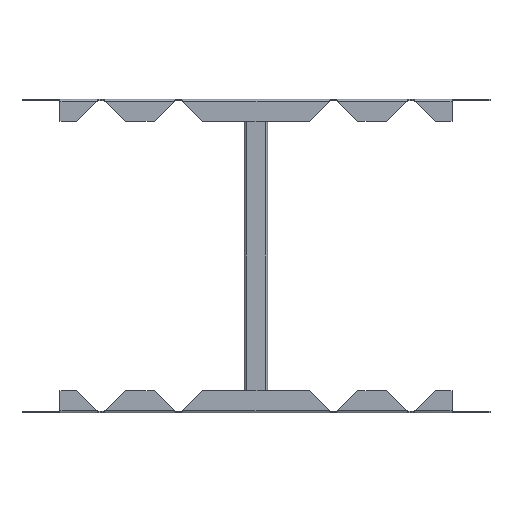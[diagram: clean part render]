
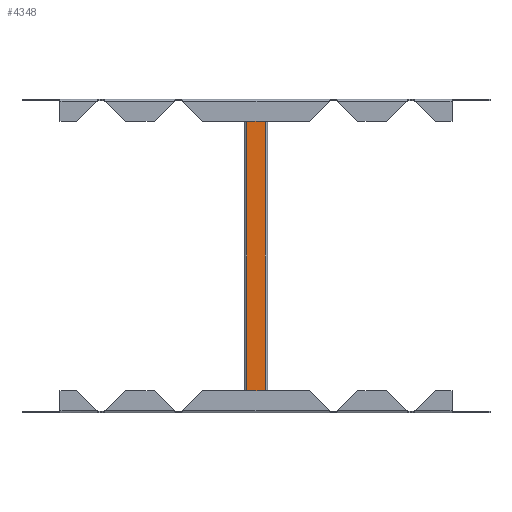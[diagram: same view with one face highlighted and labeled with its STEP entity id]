
A CAD part, front view. The second image highlights one B-rep face of the part: STEP entity #4348.
In plain terms, the highlighted planar face has unit normal (0, -1, 0).
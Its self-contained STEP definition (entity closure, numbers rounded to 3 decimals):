
#192 = DIRECTION ( 'NONE',  ( -1., 0., 0. ) ) ;
#778 = LINE ( 'NONE', #3528, #6852 ) ;
#1247 = VERTEX_POINT ( 'NONE', #5729 ) ;
#1354 = EDGE_CURVE ( 'NONE', #6132, #7817, #5992, .T. ) ;
#1723 = AXIS2_PLACEMENT_3D ( 'NONE', #2399, #6818, #3002 ) ;
#1905 = DIRECTION ( 'NONE',  ( 1., 0., 0. ) ) ;
#1985 = CARTESIAN_POINT ( 'NONE',  ( 12., 0., 196.5 ) ) ;
#2399 = CARTESIAN_POINT ( 'NONE',  ( -12., 0., -196.5 ) ) ;
#3002 = DIRECTION ( 'NONE',  ( -1., 0., 0. ) ) ;
#3430 = EDGE_CURVE ( 'NONE', #7817, #1247, #7582, .T. ) ;
#3528 = CARTESIAN_POINT ( 'NONE',  ( -12., 0., -196.5 ) ) ;
#3581 = PLANE ( 'NONE',  #1723 ) ;
#4276 = CARTESIAN_POINT ( 'NONE',  ( -12., 0., 196.5 ) ) ;
#4348 = ADVANCED_FACE ( 'NONE', ( #8097 ), #3581, .F. ) ;
#4871 = DIRECTION ( 'NONE',  ( 0., 0., -1. ) ) ;
#4924 = CARTESIAN_POINT ( 'NONE',  ( 12., 0., -196.5 ) ) ;
#4960 = EDGE_CURVE ( 'NONE', #1247, #5649, #778, .T. ) ;
#5053 = CARTESIAN_POINT ( 'NONE',  ( 12., 0., -196.5 ) ) ;
#5649 = VERTEX_POINT ( 'NONE', #4276 ) ;
#5729 = CARTESIAN_POINT ( 'NONE',  ( -12., 0., -196.5 ) ) ;
#5930 = ORIENTED_EDGE ( 'NONE', *, *, #5985, .F. ) ;
#5943 = ORIENTED_EDGE ( 'NONE', *, *, #1354, .F. ) ;
#5985 = EDGE_CURVE ( 'NONE', #5649, #6132, #6409, .T. ) ;
#5992 = LINE ( 'NONE', #5053, #7343 ) ;
#6013 = ORIENTED_EDGE ( 'NONE', *, *, #3430, .F. ) ;
#6025 = ORIENTED_EDGE ( 'NONE', *, *, #4960, .F. ) ;
#6132 = VERTEX_POINT ( 'NONE', #1985 ) ;
#6409 = LINE ( 'NONE', #6957, #6853 ) ;
#6506 = CARTESIAN_POINT ( 'NONE',  ( -13.5, 0., -196.5 ) ) ;
#6534 = VECTOR ( 'NONE', #192, 1000. ) ;
#6818 = DIRECTION ( 'NONE',  ( 0., 1., 0. ) ) ;
#6852 = VECTOR ( 'NONE', #8079, 1000. ) ;
#6853 = VECTOR ( 'NONE', #1905, 1000. ) ;
#6957 = CARTESIAN_POINT ( 'NONE',  ( 13.5, 0., 196.5 ) ) ;
#7343 = VECTOR ( 'NONE', #4871, 1000. ) ;
#7582 = LINE ( 'NONE', #6506, #6534 ) ;
#7817 = VERTEX_POINT ( 'NONE', #4924 ) ;
#8079 = DIRECTION ( 'NONE',  ( 0., 0., 1. ) ) ;
#8085 = EDGE_LOOP ( 'NONE', ( #6025, #6013, #5943, #5930 ) ) ;
#8097 = FACE_OUTER_BOUND ( 'NONE', #8085, .T. ) ;
